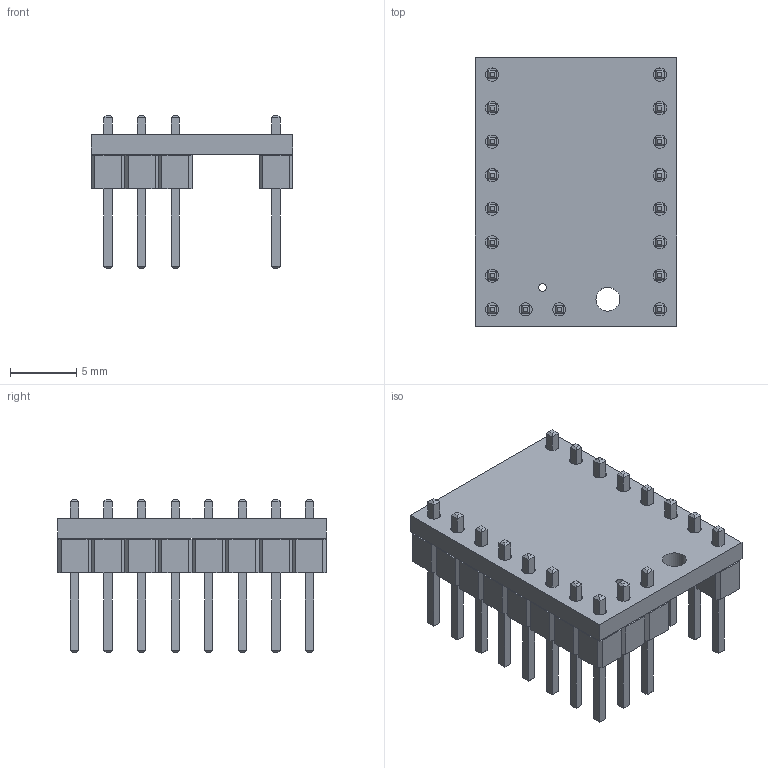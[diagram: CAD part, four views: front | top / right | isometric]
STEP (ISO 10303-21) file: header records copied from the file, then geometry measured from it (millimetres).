
FILE_DESCRIPTION(('KiCad electronic assembly'),'2;1');
FILE_NAME('SilentStepStick-TMC2209_v20.step','2025-10-18T15:25:12',( 'Pcbnew'),('Kicad'),'Open CASCADE STEP processor 7.8', 'KiCad to STEP converter','Unknown');
FILE_SCHEMA(('AUTOMOTIVE_DESIGN { 1 0 10303 214 1 1 1 1 }'));
Length unit declared in the file: millimetre
Products named in the file (4): SilentStepStick-TMC2209_v20 1; PinHeader_1x08_P2.54mm_Vertical; PinHeader_1x02_P2.54mm_Vertical; SilentStepStick-TMC2209_v20_PCB
Assembly tree (4 placements, depth 2):
  SilentStepStick-TMC2209_v20 1
    PinHeader_1x08_P2.54mm_Vertical  x2
    PinHeader_1x02_P2.54mm_Vertical
    SilentStepStick-TMC2209_v20_PCB
Bounding box: 15.24 x 20.32 x 11.54 mm (x, y, z)
Volume: 796.4 mm3; surface area: 1704.2 mm2
Topology: 4 solids, 4 shells, 470 faces, 1134 edges, 708 vertices
Faces by surface type: plane 450, cylinder 20
Full cylindrical faces by diameter (mm): 0.6 x1, 1 x18, 1.8 x1
Entity records: 9665 total; most frequent: CARTESIAN_POINT 1359, ORIENTED_EDGE 1328, DIRECTION 1262, EDGE_CURVE 664, LINE 624, VECTOR 624, VERTEX_POINT 416, FACE_BOUND 334
